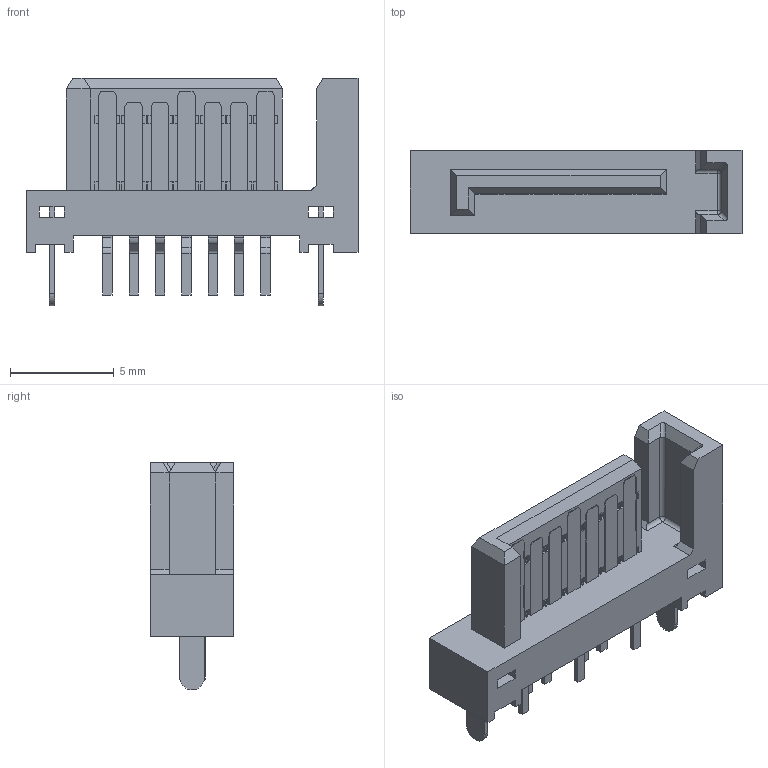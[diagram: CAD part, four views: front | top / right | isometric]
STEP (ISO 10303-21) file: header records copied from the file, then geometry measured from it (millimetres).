
FILE_DESCRIPTION((''),'2;1');
FILE_NAME('674910020','2009-10-06T',('PNB'),(''),'PRO/ENGINEER BY PARAMETRIC TECHNOLOGY CORPORATION, 2003451','PRO/ENGINEER BY PARAMETRIC TECHNOLOGY CORPORATION, 2003451','');
FILE_SCHEMA(('CONFIG_CONTROL_DESIGN'));
Length unit declared in the file: millimetre
Products named in the file (1): 674910020
Bounding box: 16 x 4 x 10.97 mm (x, y, z)
Volume: 250.9 mm3; surface area: 555.4 mm2
Topology: 1 solids, 1 shells, 377 faces, 1078 edges, 720 vertices
Faces by surface type: plane 338, cylinder 37, sphere 2
Entity records: 12176 total; most frequent: CARTESIAN_POINT 2208, ORIENTED_EDGE 2120, DIRECTION 1908, EDGE_CURVE 1060, VECTOR 984, LINE 984, VERTEX_POINT 702, AXIS2_PLACEMENT_3D 462
